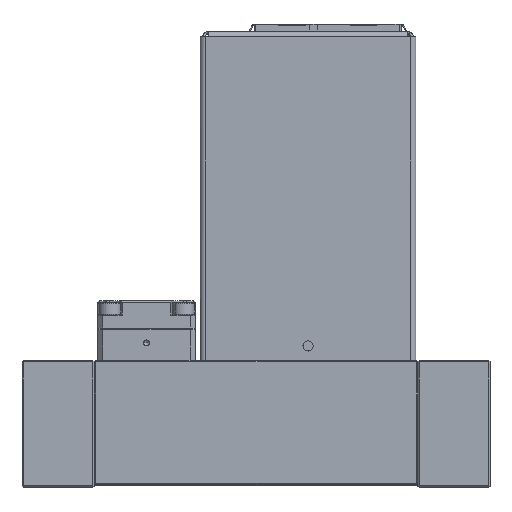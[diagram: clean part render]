
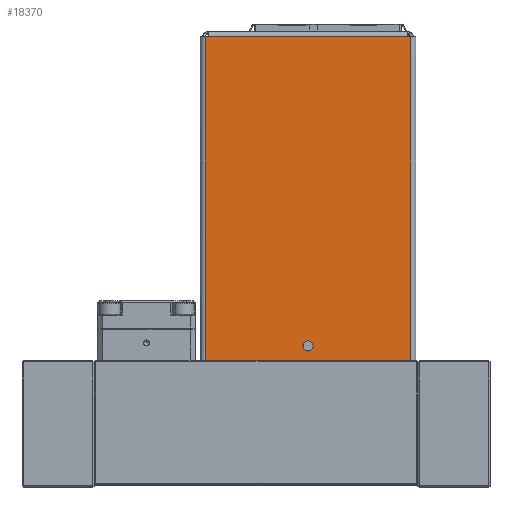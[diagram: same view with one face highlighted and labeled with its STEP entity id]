
A CAD part, top view. The second image highlights one B-rep face of the part: STEP entity #18370.
In plain terms, the highlighted planar face has unit normal (0, 0, 1).
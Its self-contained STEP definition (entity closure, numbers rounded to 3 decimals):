
#561 = AXIS2_PLACEMENT_3D ( 'NONE', #66291, #66292, #66293 ) ;
#4564 = CARTESIAN_POINT ( 'NONE',  ( 52.49, 77.3, 12.5 ) ) ;
#4943 = CARTESIAN_POINT ( 'NONE',  ( 12.41, 77.3, 12.5 ) ) ;
#6188 = CARTESIAN_POINT ( 'NONE',  ( 11.8, 77.3, 12.5 ) ) ;
#6196 = CARTESIAN_POINT ( 'NONE',  ( 53.1, 12.3, 12.5 ) ) ;
#6199 = CARTESIAN_POINT ( 'NONE',  ( 53.1, 77.3, 12.5 ) ) ;
#8850 = CARTESIAN_POINT ( 'NONE',  ( 33.475, 15.2, 12.5 ) ) ;
#13403 = EDGE_LOOP ( 'NONE', ( #69585, #69587, #69589, #69590, #69592, #69594 ) ) ;
#13407 = EDGE_LOOP ( 'NONE', ( #69581, #69583 ) ) ;
#18370 = ADVANCED_FACE ( 'NONE', ( #66280, #66265 ), #66282, .T. ) ;
#18822 = LINE ( 'NONE', #18826, #19511 ) ;
#18826 = CARTESIAN_POINT ( 'NONE',  ( 52.59, 12.3, 12.5 ) ) ;
#18827 = DIRECTION ( 'NONE',  ( -1., 0., 0. ) ) ;
#18831 = CARTESIAN_POINT ( 'NONE',  ( 32.45, 15.2, 12.5 ) ) ;
#18832 = DIRECTION ( 'NONE',  ( 0., 0., 1. ) ) ;
#18833 = DIRECTION ( 'NONE',  ( 1., 0., 0. ) ) ;
#18941 = CARTESIAN_POINT ( 'NONE',  ( 52.59, 77.3, 12.5 ) ) ;
#18944 = LINE ( 'NONE', #18941, #19540 ) ;
#18946 = DIRECTION ( 'NONE',  ( -1., 0., 0. ) ) ;
#19101 = LINE ( 'NONE', #19107, #19575 ) ;
#19107 = CARTESIAN_POINT ( 'NONE',  ( 11.81, 77.3, 12.5 ) ) ;
#19109 = DIRECTION ( 'NONE',  ( 1., 0., 0. ) ) ;
#19275 = LINE ( 'NONE', #19276, #19634 ) ;
#19276 = CARTESIAN_POINT ( 'NONE',  ( 11.8, 77.3, 12.5 ) ) ;
#19280 = DIRECTION ( 'NONE',  ( 0., -1., 0. ) ) ;
#19341 = LINE ( 'NONE', #19342, #19664 ) ;
#19342 = CARTESIAN_POINT ( 'NONE',  ( 53.1, 12.3, 12.5 ) ) ;
#19347 = DIRECTION ( 'NONE',  ( 0., 1., 0. ) ) ;
#19511 = VECTOR ( 'NONE', #18827, 1000. ) ;
#19512 = CIRCLE ( 'NONE', #19515, 1.025 ) ;
#19515 = AXIS2_PLACEMENT_3D ( 'NONE', #18831, #18832, #18833 ) ;
#19540 = VECTOR ( 'NONE', #18946, 1000. ) ;
#19575 = VECTOR ( 'NONE', #19109, 1000. ) ;
#19634 = VECTOR ( 'NONE', #19280, 1000. ) ;
#19664 = VECTOR ( 'NONE', #19347, 1000. ) ;
#47267 = CARTESIAN_POINT ( 'NONE',  ( 32.45, 15.2, 12.5 ) ) ;
#47268 = DIRECTION ( 'NONE',  ( 0., 0., 1. ) ) ;
#47269 = DIRECTION ( 'NONE',  ( 1., 0., 0. ) ) ;
#56537 = LINE ( 'NONE', #56557, #104662 ) ;
#56557 = CARTESIAN_POINT ( 'NONE',  ( 52.59, 77.3, 12.5 ) ) ;
#56558 = DIRECTION ( 'NONE',  ( -1., 0., 0. ) ) ;
#62213 = EDGE_CURVE ( 'NONE', #67297, #87457, #70815, .T. ) ;
#62303 = VERTEX_POINT ( 'NONE', #76303 ) ;
#66265 = FACE_OUTER_BOUND ( 'NONE', #13403, .T. ) ;
#66280 = FACE_BOUND ( 'NONE', #13407, .T. ) ;
#66282 = PLANE ( 'NONE',  #561 ) ;
#66291 = CARTESIAN_POINT ( 'NONE',  ( 52.59, 12.3, 12.5 ) ) ;
#66292 = DIRECTION ( 'NONE',  ( 0., 0., 1. ) ) ;
#66293 = DIRECTION ( 'NONE',  ( 1., 0., 0. ) ) ;
#67297 = VERTEX_POINT ( 'NONE', #99732 ) ;
#69581 = ORIENTED_EDGE ( 'NONE', *, *, #88000, .F. ) ;
#69583 = ORIENTED_EDGE ( 'NONE', *, *, #62213, .F. ) ;
#69585 = ORIENTED_EDGE ( 'NONE', *, *, #88219, .F. ) ;
#69587 = ORIENTED_EDGE ( 'NONE', *, *, #88381, .T. ) ;
#69589 = ORIENTED_EDGE ( 'NONE', *, *, #87995, .F. ) ;
#69590 = ORIENTED_EDGE ( 'NONE', *, *, #88452, .T. ) ;
#69592 = ORIENTED_EDGE ( 'NONE', *, *, #88091, .T. ) ;
#69594 = ORIENTED_EDGE ( 'NONE', *, *, #73930, .T. ) ;
#70815 = CIRCLE ( 'NONE', #70819, 1.025 ) ;
#70819 = AXIS2_PLACEMENT_3D ( 'NONE', #47267, #47268, #47269 ) ;
#73930 = EDGE_CURVE ( 'NONE', #75073, #75131, #56537, .T. ) ;
#75073 = VERTEX_POINT ( 'NONE', #4564 ) ;
#75131 = VERTEX_POINT ( 'NONE', #4943 ) ;
#75181 = VERTEX_POINT ( 'NONE', #6188 ) ;
#75193 = VERTEX_POINT ( 'NONE', #6196 ) ;
#75197 = VERTEX_POINT ( 'NONE', #6199 ) ;
#76303 = CARTESIAN_POINT ( 'NONE',  ( 11.8, 12.3, 12.5 ) ) ;
#87457 = VERTEX_POINT ( 'NONE', #8850 ) ;
#87995 = EDGE_CURVE ( 'NONE', #75193, #62303, #18822, .T. ) ;
#88000 = EDGE_CURVE ( 'NONE', #87457, #67297, #19512, .T. ) ;
#88091 = EDGE_CURVE ( 'NONE', #75197, #75073, #18944, .T. ) ;
#88219 = EDGE_CURVE ( 'NONE', #75181, #75131, #19101, .T. ) ;
#88381 = EDGE_CURVE ( 'NONE', #75181, #62303, #19275, .T. ) ;
#88452 = EDGE_CURVE ( 'NONE', #75193, #75197, #19341, .T. ) ;
#99732 = CARTESIAN_POINT ( 'NONE',  ( 31.425, 15.2, 12.5 ) ) ;
#104662 = VECTOR ( 'NONE', #56558, 1000. ) ;
